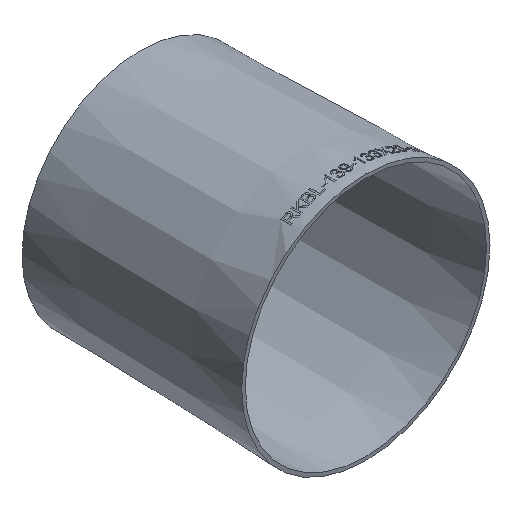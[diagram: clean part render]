
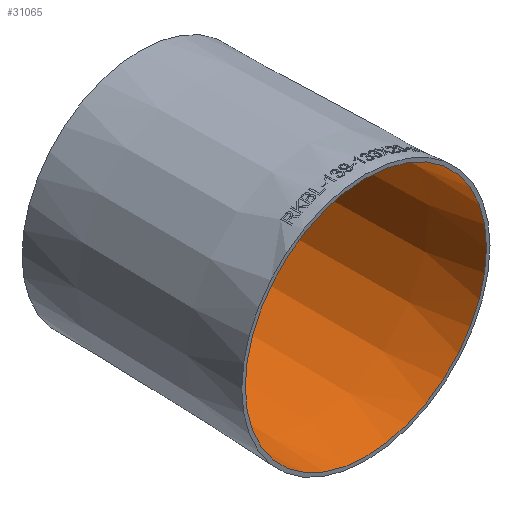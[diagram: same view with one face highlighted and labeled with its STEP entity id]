
A CAD part, isometric view. The second image highlights one B-rep face of the part: STEP entity #31065.
In plain terms, the highlighted conical face has half-angle 1.511 degrees and reference radius 67.849 mm.
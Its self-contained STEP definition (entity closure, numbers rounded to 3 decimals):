
#288 = DIRECTION ( 'NONE',  ( 0., -1., 0. ) ) ;
#850 = CARTESIAN_POINT ( 'NONE',  ( 0., 127., -64.499 ) ) ;
#2450 = ORIENTED_EDGE ( 'NONE', *, *, #12378, .T. ) ;
#2913 = CARTESIAN_POINT ( 'NONE',  ( 0., 0., -67.849 ) ) ;
#3672 = ORIENTED_EDGE ( 'NONE', *, *, #21559, .F. ) ;
#3998 = CONICAL_SURFACE ( 'NONE', #29123, 67.849, 0.026 ) ;
#5430 = AXIS2_PLACEMENT_3D ( 'NONE', #7402, #288, #9923 ) ;
#6605 = EDGE_LOOP ( 'NONE', ( #3672 ) ) ;
#7402 = CARTESIAN_POINT ( 'NONE',  ( 0., 0., 0. ) ) ;
#8678 = DIRECTION ( 'NONE',  ( 0., -1., 0. ) ) ;
#9923 = DIRECTION ( 'NONE',  ( 0., 0., -1. ) ) ;
#12378 = EDGE_CURVE ( 'NONE', #27452, #27452, #12443, .T. ) ;
#12443 = CIRCLE ( 'NONE', #5430, 67.849 ) ;
#12832 = CARTESIAN_POINT ( 'NONE',  ( 0., 0., 0. ) ) ;
#15351 = VERTEX_POINT ( 'NONE', #850 ) ;
#15513 = FACE_OUTER_BOUND ( 'NONE', #30120, .T. ) ;
#15675 = DIRECTION ( 'NONE',  ( 0., -1., 0. ) ) ;
#16769 = CIRCLE ( 'NONE', #24741, 64.499 ) ;
#17951 = DIRECTION ( 'NONE',  ( 0., 0., -1. ) ) ;
#21559 = EDGE_CURVE ( 'NONE', #15351, #15351, #16769, .T. ) ;
#22847 = CARTESIAN_POINT ( 'NONE',  ( 0., 127., 0. ) ) ;
#24741 = AXIS2_PLACEMENT_3D ( 'NONE', #22847, #8678, #17951 ) ;
#27139 = DIRECTION ( 'NONE',  ( 0., 0., -1. ) ) ;
#27452 = VERTEX_POINT ( 'NONE', #2913 ) ;
#29123 = AXIS2_PLACEMENT_3D ( 'NONE', #12832, #15675, #27139 ) ;
#29832 = FACE_BOUND ( 'NONE', #6605, .T. ) ;
#30120 = EDGE_LOOP ( 'NONE', ( #2450 ) ) ;
#31065 = ADVANCED_FACE ( 'NONE', ( #29832, #15513 ), #3998, .F. ) ;
